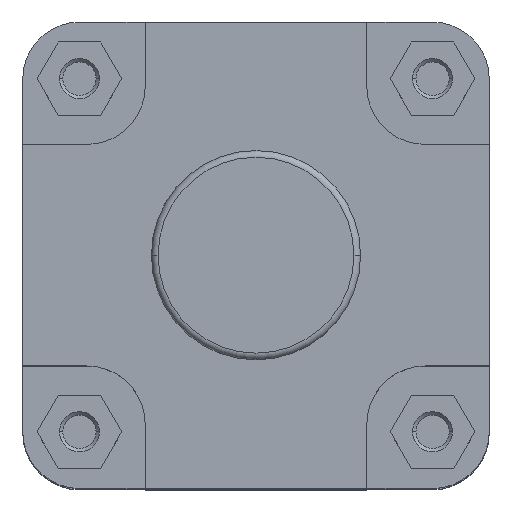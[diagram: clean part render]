
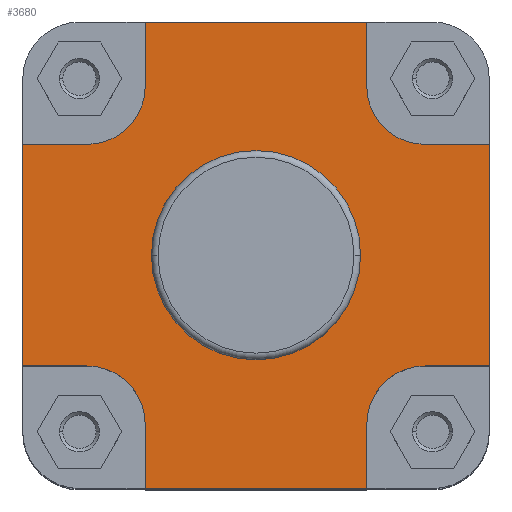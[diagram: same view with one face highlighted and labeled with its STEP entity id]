
A CAD part, top view. The second image highlights one B-rep face of the part: STEP entity #3680.
In plain terms, the highlighted planar face has unit normal (0, 0, 1).
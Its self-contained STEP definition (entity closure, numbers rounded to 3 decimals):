
#96 = ORIENTED_EDGE ( 'NONE', *, *, #4218, .F. ) ;
#110 = ORIENTED_EDGE ( 'NONE', *, *, #4246, .F. ) ;
#143 = ORIENTED_EDGE ( 'NONE', *, *, #4241, .F. ) ;
#171 = ORIENTED_EDGE ( 'NONE', *, *, #4248, .F. ) ;
#185 = ORIENTED_EDGE ( 'NONE', *, *, #4247, .F. ) ;
#192 = ORIENTED_EDGE ( 'NONE', *, *, #4245, .T. ) ;
#198 = ORIENTED_EDGE ( 'NONE', *, *, #4243, .F. ) ;
#226 = EDGE_LOOP ( 'NONE', ( #96, #143 ) ) ;
#230 = ORIENTED_EDGE ( 'NONE', *, *, #4244, .F. ) ;
#306 = ORIENTED_EDGE ( 'NONE', *, *, #4272, .F. ) ;
#309 = ORIENTED_EDGE ( 'NONE', *, *, #4252, .F. ) ;
#318 = ORIENTED_EDGE ( 'NONE', *, *, #4251, .F. ) ;
#330 = ORIENTED_EDGE ( 'NONE', *, *, #4240, .F. ) ;
#335 = ORIENTED_EDGE ( 'NONE', *, *, #4273, .F. ) ;
#344 = ORIENTED_EDGE ( 'NONE', *, *, #4253, .F. ) ;
#346 = ORIENTED_EDGE ( 'NONE', *, *, #4254, .F. ) ;
#347 = ORIENTED_EDGE ( 'NONE', *, *, #4238, .T. ) ;
#349 = ORIENTED_EDGE ( 'NONE', *, *, #4249, .F. ) ;
#351 = ORIENTED_EDGE ( 'NONE', *, *, #4250, .F. ) ;
#1192 = CARTESIAN_POINT ( 'NONE',  ( 0., 31.4, -6. ) ) ;
#1193 = PLANE ( 'NONE',  #4537 ) ;
#1194 = DIRECTION ( 'NONE',  ( 0., 0., -1. ) ) ;
#1195 = DIRECTION ( 'NONE',  ( -1., 0., 0. ) ) ;
#2263 = VERTEX_POINT ( 'NONE', #2656 ) ;
#2264 = VERTEX_POINT ( 'NONE', #2657 ) ;
#2313 = VERTEX_POINT ( 'NONE', #2706 ) ;
#2314 = VERTEX_POINT ( 'NONE', #2707 ) ;
#2315 = VERTEX_POINT ( 'NONE', #2708 ) ;
#2316 = VERTEX_POINT ( 'NONE', #2709 ) ;
#2317 = VERTEX_POINT ( 'NONE', #2710 ) ;
#2318 = VERTEX_POINT ( 'NONE', #2711 ) ;
#2319 = VERTEX_POINT ( 'NONE', #2712 ) ;
#2320 = VERTEX_POINT ( 'NONE', #2713 ) ;
#2321 = VERTEX_POINT ( 'NONE', #2714 ) ;
#2322 = VERTEX_POINT ( 'NONE', #2715 ) ;
#2323 = VERTEX_POINT ( 'NONE', #2716 ) ;
#2324 = VERTEX_POINT ( 'NONE', #2717 ) ;
#2325 = VERTEX_POINT ( 'NONE', #2718 ) ;
#2326 = VERTEX_POINT ( 'NONE', #2719 ) ;
#2327 = VERTEX_POINT ( 'NONE', #2720 ) ;
#2328 = VERTEX_POINT ( 'NONE', #2721 ) ;
#2656 = CARTESIAN_POINT ( 'NONE',  ( 31.4, 0., -6. ) ) ;
#2657 = CARTESIAN_POINT ( 'NONE',  ( -31.4, 0., -6. ) ) ;
#2706 = CARTESIAN_POINT ( 'NONE',  ( -70., 33.25, -6. ) ) ;
#2707 = CARTESIAN_POINT ( 'NONE',  ( -70., -33.25, -6. ) ) ;
#2708 = CARTESIAN_POINT ( 'NONE',  ( -50.75, -33.25, -6. ) ) ;
#2709 = CARTESIAN_POINT ( 'NONE',  ( -33.25, -50.75, -6. ) ) ;
#2710 = CARTESIAN_POINT ( 'NONE',  ( -33.25, -70., -6. ) ) ;
#2711 = CARTESIAN_POINT ( 'NONE',  ( 33.25, -70., -6. ) ) ;
#2712 = CARTESIAN_POINT ( 'NONE',  ( 33.25, -50.75, -6. ) ) ;
#2713 = CARTESIAN_POINT ( 'NONE',  ( 50.75, -33.25, -6. ) ) ;
#2714 = CARTESIAN_POINT ( 'NONE',  ( 70., -33.25, -6. ) ) ;
#2715 = CARTESIAN_POINT ( 'NONE',  ( 70., 33.25, -6. ) ) ;
#2716 = CARTESIAN_POINT ( 'NONE',  ( 50.75, 33.25, -6. ) ) ;
#2717 = CARTESIAN_POINT ( 'NONE',  ( 33.25, 50.75, -6. ) ) ;
#2718 = CARTESIAN_POINT ( 'NONE',  ( 33.25, 70., -6. ) ) ;
#2719 = CARTESIAN_POINT ( 'NONE',  ( -33.25, 70., -6. ) ) ;
#2720 = CARTESIAN_POINT ( 'NONE',  ( -33.25, 50.75, -6. ) ) ;
#2721 = CARTESIAN_POINT ( 'NONE',  ( -50.75, 33.25, -6. ) ) ;
#3680 = ADVANCED_FACE ( 'NONE', ( #7174, #7176 ), #1193, .F. ) ;
#4218 = EDGE_CURVE ( 'NONE', #2263, #2264, #5503, .T. ) ;
#4238 = EDGE_CURVE ( 'NONE', #2313, #2314, #5535, .T. ) ;
#4240 = EDGE_CURVE ( 'NONE', #2317, #2316, #5523, .T. ) ;
#4241 = EDGE_CURVE ( 'NONE', #2264, #2263, #5542, .T. ) ;
#4243 = EDGE_CURVE ( 'NONE', #2316, #2315, #5545, .T. ) ;
#4244 = EDGE_CURVE ( 'NONE', #2315, #2314, #5538, .T. ) ;
#4245 = EDGE_CURVE ( 'NONE', #2317, #2318, #5546, .T. ) ;
#4246 = EDGE_CURVE ( 'NONE', #2319, #2318, #5548, .T. ) ;
#4247 = EDGE_CURVE ( 'NONE', #2321, #2320, #5550, .T. ) ;
#4248 = EDGE_CURVE ( 'NONE', #2320, #2319, #5553, .T. ) ;
#4249 = EDGE_CURVE ( 'NONE', #2323, #2322, #5541, .T. ) ;
#4250 = EDGE_CURVE ( 'NONE', #2322, #2321, #5554, .T. ) ;
#4251 = EDGE_CURVE ( 'NONE', #2325, #2324, #5556, .T. ) ;
#4252 = EDGE_CURVE ( 'NONE', #2324, #2323, #5559, .T. ) ;
#4253 = EDGE_CURVE ( 'NONE', #2326, #2325, #5537, .T. ) ;
#4254 = EDGE_CURVE ( 'NONE', #2327, #2326, #5560, .T. ) ;
#4272 = EDGE_CURVE ( 'NONE', #2313, #2328, #5578, .T. ) ;
#4273 = EDGE_CURVE ( 'NONE', #2328, #2327, #5590, .T. ) ;
#4537 = AXIS2_PLACEMENT_3D ( 'NONE', #1192, #1194, #1195 ) ;
#4764 = AXIS2_PLACEMENT_3D ( 'NONE', #6172, #6174, #6175 ) ;
#4768 = AXIS2_PLACEMENT_3D ( 'NONE', #6113, #6114, #6115 ) ;
#4776 = AXIS2_PLACEMENT_3D ( 'NONE', #6158, #6167, #6168 ) ;
#4778 = AXIS2_PLACEMENT_3D ( 'NONE', #6169, #6185, #6186 ) ;
#4780 = AXIS2_PLACEMENT_3D ( 'NONE', #6173, #6194, #6195 ) ;
#4793 = AXIS2_PLACEMENT_3D ( 'NONE', #6240, #6248, #6249 ) ;
#5503 = CIRCLE ( 'NONE', #4768, 31.4 ) ;
#5515 = VECTOR ( 'NONE', #6166, 1000. ) ;
#5523 = LINE ( 'NONE', #6165, #5515 ) ;
#5535 = LINE ( 'NONE', #6159, #5536 ) ;
#5536 = VECTOR ( 'NONE', #6160, 1000. ) ;
#5537 = LINE ( 'NONE', #6196, #5552 ) ;
#5538 = LINE ( 'NONE', #6176, #5540 ) ;
#5540 = VECTOR ( 'NONE', #6177, 1000. ) ;
#5541 = LINE ( 'NONE', #6187, #5544 ) ;
#5542 = CIRCLE ( 'NONE', #4776, 31.4 ) ;
#5544 = VECTOR ( 'NONE', #6188, 1000. ) ;
#5545 = CIRCLE ( 'NONE', #4764, 17.5 ) ;
#5546 = LINE ( 'NONE', #6178, #5547 ) ;
#5547 = VECTOR ( 'NONE', #6179, 1000. ) ;
#5548 = LINE ( 'NONE', #6180, #5549 ) ;
#5549 = VECTOR ( 'NONE', #6181, 1000. ) ;
#5550 = LINE ( 'NONE', #6182, #5551 ) ;
#5551 = VECTOR ( 'NONE', #6183, 1000. ) ;
#5552 = VECTOR ( 'NONE', #6197, 1000. ) ;
#5553 = CIRCLE ( 'NONE', #4778, 17.5 ) ;
#5554 = LINE ( 'NONE', #6189, #5555 ) ;
#5555 = VECTOR ( 'NONE', #6190, 1000. ) ;
#5556 = LINE ( 'NONE', #6191, #5557 ) ;
#5557 = VECTOR ( 'NONE', #6192, 1000. ) ;
#5559 = CIRCLE ( 'NONE', #4780, 17.5 ) ;
#5560 = LINE ( 'NONE', #6198, #5561 ) ;
#5561 = VECTOR ( 'NONE', #6199, 1000. ) ;
#5578 = LINE ( 'NONE', #6246, #5584 ) ;
#5584 = VECTOR ( 'NONE', #6247, 1000. ) ;
#5590 = CIRCLE ( 'NONE', #4793, 17.5 ) ;
#6113 = CARTESIAN_POINT ( 'NONE',  ( 0., 0., -6. ) ) ;
#6114 = DIRECTION ( 'NONE',  ( 0., 0., 1. ) ) ;
#6115 = DIRECTION ( 'NONE',  ( 1., 0., 0. ) ) ;
#6158 = CARTESIAN_POINT ( 'NONE',  ( 0., 0., -6. ) ) ;
#6159 = CARTESIAN_POINT ( 'NONE',  ( -70., -154.141, -6. ) ) ;
#6160 = DIRECTION ( 'NONE',  ( 0., -1., 0. ) ) ;
#6165 = CARTESIAN_POINT ( 'NONE',  ( -33.25, -50.75, -6. ) ) ;
#6166 = DIRECTION ( 'NONE',  ( 0., 1., 0. ) ) ;
#6167 = DIRECTION ( 'NONE',  ( 0., 0., 1. ) ) ;
#6168 = DIRECTION ( 'NONE',  ( 1., 0., 0. ) ) ;
#6169 = CARTESIAN_POINT ( 'NONE',  ( 50.75, -50.75, -6. ) ) ;
#6172 = CARTESIAN_POINT ( 'NONE',  ( -50.75, -50.75, -6. ) ) ;
#6173 = CARTESIAN_POINT ( 'NONE',  ( 50.75, 50.75, -6. ) ) ;
#6174 = DIRECTION ( 'NONE',  ( 0., 0., 1. ) ) ;
#6175 = DIRECTION ( 'NONE',  ( -1., 0., 0. ) ) ;
#6176 = CARTESIAN_POINT ( 'NONE',  ( -70., -33.25, -6. ) ) ;
#6177 = DIRECTION ( 'NONE',  ( -1., 0., 0. ) ) ;
#6178 = CARTESIAN_POINT ( 'NONE',  ( 0., -70., -6. ) ) ;
#6179 = DIRECTION ( 'NONE',  ( 1., 0., 0. ) ) ;
#6180 = CARTESIAN_POINT ( 'NONE',  ( 33.25, -70., -6. ) ) ;
#6181 = DIRECTION ( 'NONE',  ( 0., -1., 0. ) ) ;
#6182 = CARTESIAN_POINT ( 'NONE',  ( 50.75, -33.25, -6. ) ) ;
#6183 = DIRECTION ( 'NONE',  ( -1., 0., 0. ) ) ;
#6185 = DIRECTION ( 'NONE',  ( 0., 0., 1. ) ) ;
#6186 = DIRECTION ( 'NONE',  ( -1., 0., 0. ) ) ;
#6187 = CARTESIAN_POINT ( 'NONE',  ( 70., 33.25, -6. ) ) ;
#6188 = DIRECTION ( 'NONE',  ( 1., 0., 0. ) ) ;
#6189 = CARTESIAN_POINT ( 'NONE',  ( 70., -154.141, -6. ) ) ;
#6190 = DIRECTION ( 'NONE',  ( 0., -1., 0. ) ) ;
#6191 = CARTESIAN_POINT ( 'NONE',  ( 33.25, 50.75, -6. ) ) ;
#6192 = DIRECTION ( 'NONE',  ( 0., -1., 0. ) ) ;
#6194 = DIRECTION ( 'NONE',  ( 0., 0., 1. ) ) ;
#6195 = DIRECTION ( 'NONE',  ( -1., 0., 0. ) ) ;
#6196 = CARTESIAN_POINT ( 'NONE',  ( 0., 70., -6. ) ) ;
#6197 = DIRECTION ( 'NONE',  ( 1., 0., 0. ) ) ;
#6198 = CARTESIAN_POINT ( 'NONE',  ( -33.25, 70., -6. ) ) ;
#6199 = DIRECTION ( 'NONE',  ( 0., 1., 0. ) ) ;
#6240 = CARTESIAN_POINT ( 'NONE',  ( -50.75, 50.75, -6. ) ) ;
#6246 = CARTESIAN_POINT ( 'NONE',  ( -50.75, 33.25, -6. ) ) ;
#6247 = DIRECTION ( 'NONE',  ( 1., 0., 0. ) ) ;
#6248 = DIRECTION ( 'NONE',  ( 0., 0., 1. ) ) ;
#6249 = DIRECTION ( 'NONE',  ( -1., 0., 0. ) ) ;
#6753 = EDGE_LOOP ( 'NONE', ( #347, #230, #198, #330, #192, #110, #171, #185, #351, #349, #309, #318, #344, #346, #335, #306 ) ) ;
#7174 = FACE_BOUND ( 'NONE', #226, .T. ) ;
#7176 = FACE_OUTER_BOUND ( 'NONE', #6753, .T. ) ;
